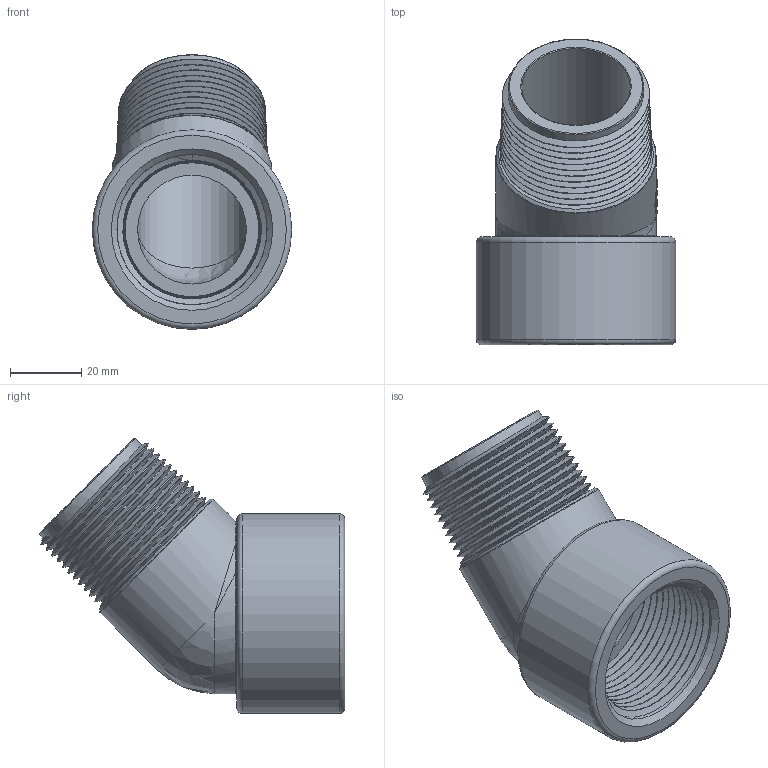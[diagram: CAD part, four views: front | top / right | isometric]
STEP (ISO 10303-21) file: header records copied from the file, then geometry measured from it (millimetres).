
FILE_DESCRIPTION(/* description */ ('1 1/4" 45° Street Elbow'),/* implementation_level */ '2;1');
FILE_NAME(/* name */ 'SL125-45.stp',/* time_stamp */ '2013-11-19T14:36:09-05:00',/* author */ ('DTruax'),/* organization */ (''),/* preprocessor_version */ 'ST-DEVELOPER v15.2',/* originating_system */ 'Autodesk Inventor 2014',/* authorisation */ '');
FILE_SCHEMA (('AUTOMOTIVE_DESIGN { 1 0 10303 214 3 1 1 }'));
Length unit declared in the file: inch
Products named in the file (1): SL125-45
Bounding box: 55.88 x 85.6 x 76.96 mm (x, y, z)
Volume: 78120.9 mm3; surface area: 29439.9 mm2
Topology: 1 solids, 1 shells, 416 faces, 1113 edges, 732 vertices
Faces by surface type: bspline 168, plane 164, cylinder 45, cone 29, torus 6, sphere 4
Full cylindrical faces by diameter (mm): 30.48 x2, 44.958 x1, 55.88 x1
Entity records: 20752 total; most frequent: CARTESIAN_POINT 11844, ORIENTED_EDGE 2054, DIRECTION 1494, EDGE_CURVE 1027, VERTEX_POINT 686, AXIS2_PLACEMENT_3D 587, EDGE_LOOP 449, ADVANCED_FACE 395
